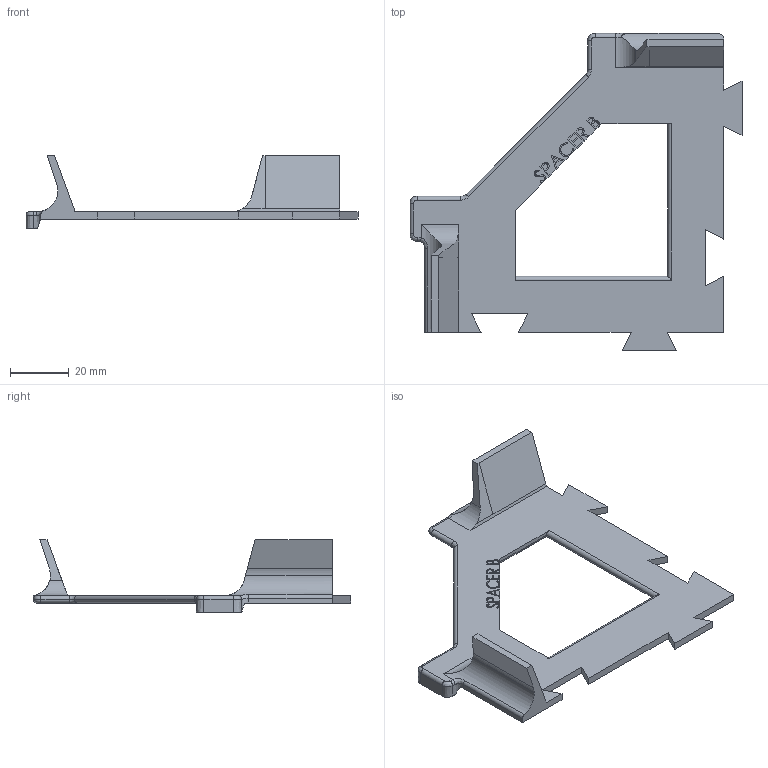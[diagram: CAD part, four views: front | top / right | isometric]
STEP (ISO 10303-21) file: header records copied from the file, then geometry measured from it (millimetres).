
FILE_DESCRIPTION (( 'STEP AP203' ), '1' );
FILE_NAME ('Spacer_B.STEP', '2025-02-17T13:34:05', ( '' ), ( '' ), 'SwSTEP 2.0', 'SolidWorks 2024', '' );
FILE_SCHEMA (( 'CONFIG_CONTROL_DESIGN' ));
Length unit declared in the file: inch
Products named in the file (1): Spacer_B
Bounding box: 112.83 x 107.75 x 24.77 mm (x, y, z)
Volume: 19573.5 mm3; surface area: 15697.5 mm2
Topology: 1 solids, 1 shells, 195 faces, 526 edges, 338 vertices
Faces by surface type: plane 112, bspline 59, cylinder 23, torus 1
Entity records: 9069 total; most frequent: CARTESIAN_POINT 4622, ORIENTED_EDGE 1052, DIRECTION 651, EDGE_CURVE 526, VECTOR 357, LINE 357, VERTEX_POINT 338, EDGE_LOOP 202
